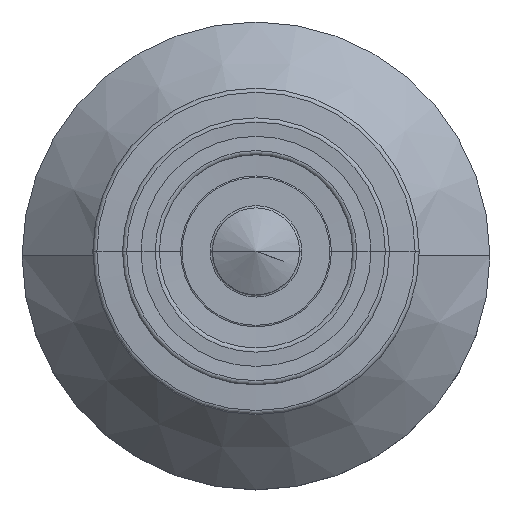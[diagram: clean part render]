
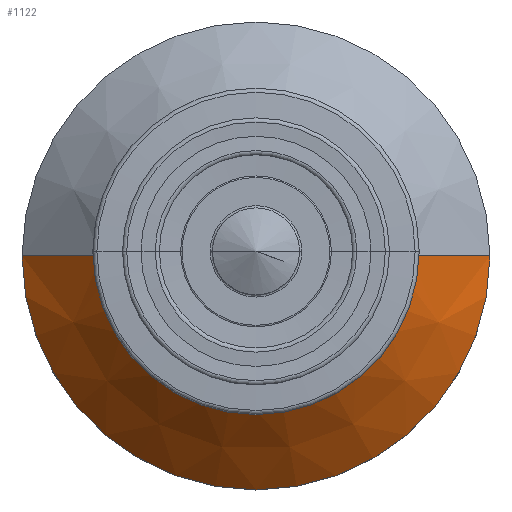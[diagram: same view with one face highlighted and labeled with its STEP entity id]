
A CAD part, top view. The second image highlights one B-rep face of the part: STEP entity #1122.
In plain terms, the highlighted conical face has half-angle 45 degrees and reference radius 14.25 mm.
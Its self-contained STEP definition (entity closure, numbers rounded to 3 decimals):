
#134 = DIRECTION ( 'NONE',  ( -1., 0., 0. ) ) ;
#168 = CARTESIAN_POINT ( 'NONE',  ( 21.5, 0., 8. ) ) ;
#181 = LINE ( 'NONE', #262, #1430 ) ;
#197 = DIRECTION ( 'NONE',  ( 0., 0., -1. ) ) ;
#262 = CARTESIAN_POINT ( 'NONE',  ( -14.25, 0., 15.25 ) ) ;
#331 = CARTESIAN_POINT ( 'NONE',  ( 0., 0., 15.25 ) ) ;
#362 = EDGE_LOOP ( 'NONE', ( #1874, #500, #685, #1616 ) ) ;
#381 = CONICAL_SURFACE ( 'NONE', #1596, 14.25, 0.785 ) ;
#445 = DIRECTION ( 'NONE',  ( -0.707, 0., -0.707 ) ) ;
#500 = ORIENTED_EDGE ( 'NONE', *, *, #1449, .F. ) ;
#505 = CARTESIAN_POINT ( 'NONE',  ( -21.5, 0., 8. ) ) ;
#592 = CIRCLE ( 'NONE', #2107, 21.5 ) ;
#617 = VECTOR ( 'NONE', #2033, 1000. ) ;
#631 = AXIS2_PLACEMENT_3D ( 'NONE', #1941, #1853, #1845 ) ;
#650 = CIRCLE ( 'NONE', #631, 14.25 ) ;
#685 = ORIENTED_EDGE ( 'NONE', *, *, #2013, .T. ) ;
#902 = VERTEX_POINT ( 'NONE', #505 ) ;
#952 = CARTESIAN_POINT ( 'NONE',  ( 14.25, 0., 15.25 ) ) ;
#1041 = CARTESIAN_POINT ( 'NONE',  ( 14.25, 0., 15.25 ) ) ;
#1045 = FACE_OUTER_BOUND ( 'NONE', #362, .T. ) ;
#1122 = ADVANCED_FACE ( 'NONE', ( #1045 ), #381, .T. ) ;
#1356 = DIRECTION ( 'NONE',  ( 1., 0., 0. ) ) ;
#1381 = VERTEX_POINT ( 'NONE', #168 ) ;
#1430 = VECTOR ( 'NONE', #445, 1000. ) ;
#1449 = EDGE_CURVE ( 'NONE', #1844, #1681, #650, .T. ) ;
#1535 = CARTESIAN_POINT ( 'NONE',  ( 0., 0., 8. ) ) ;
#1596 = AXIS2_PLACEMENT_3D ( 'NONE', #331, #197, #134 ) ;
#1616 = ORIENTED_EDGE ( 'NONE', *, *, #2116, .T. ) ;
#1669 = DIRECTION ( 'NONE',  ( 0., 0., 1. ) ) ;
#1681 = VERTEX_POINT ( 'NONE', #952 ) ;
#1781 = CARTESIAN_POINT ( 'NONE',  ( -14.25, 0., 15.25 ) ) ;
#1844 = VERTEX_POINT ( 'NONE', #1781 ) ;
#1845 = DIRECTION ( 'NONE',  ( 1., 0., 0. ) ) ;
#1853 = DIRECTION ( 'NONE',  ( 0., 0., 1. ) ) ;
#1874 = ORIENTED_EDGE ( 'NONE', *, *, #1992, .F. ) ;
#1912 = LINE ( 'NONE', #1041, #617 ) ;
#1941 = CARTESIAN_POINT ( 'NONE',  ( 0., 0., 15.25 ) ) ;
#1992 = EDGE_CURVE ( 'NONE', #1681, #1381, #1912, .T. ) ;
#2013 = EDGE_CURVE ( 'NONE', #1844, #902, #181, .T. ) ;
#2033 = DIRECTION ( 'NONE',  ( 0.707, 0., -0.707 ) ) ;
#2107 = AXIS2_PLACEMENT_3D ( 'NONE', #1535, #1669, #1356 ) ;
#2116 = EDGE_CURVE ( 'NONE', #902, #1381, #592, .T. ) ;
